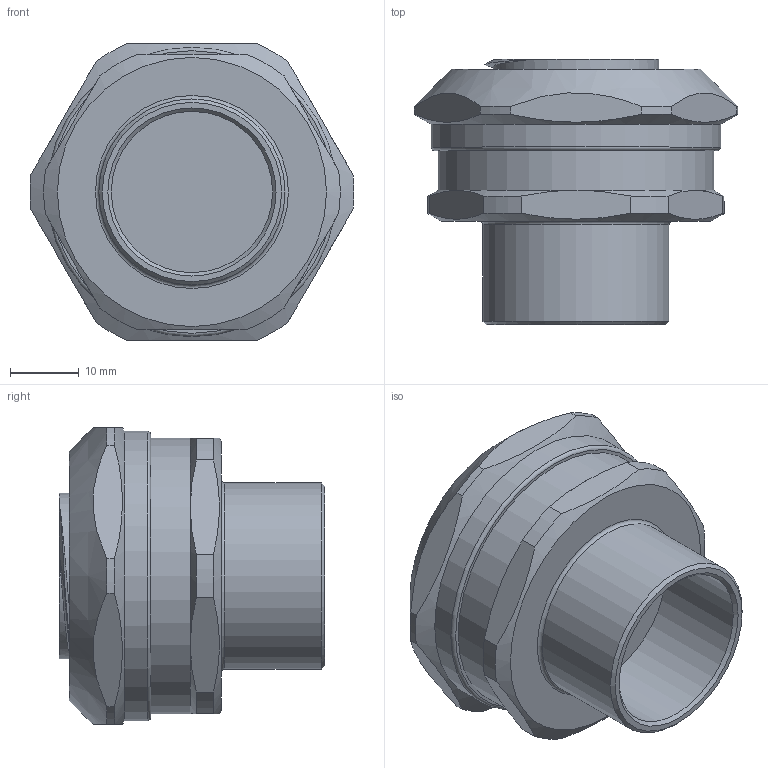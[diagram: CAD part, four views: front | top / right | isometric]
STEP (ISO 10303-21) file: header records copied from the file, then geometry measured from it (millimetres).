
FILE_DESCRIPTION(/* description */ (''),/* implementation_level */ '2;1');
FILE_NAME(/* name */ '',/* time_stamp */ '2025-06-27T11:18:04+07:00',/* author */ ('zeta-72'),/* organization */ (''),/* preprocessor_version */ 'ST-DEVELOPER v19.2',/* originating_system */ 'Autodesk Inventor 2024',/* authorisation */ '');
FILE_SCHEMA (('AUTOMOTIVE_DESIGN { 1 0 10303 214 3 1 1 }'));
Length unit declared in the file: millimetre
Products named in the file (1): Сборка МВВ-М2
5-МР25_Упростить_1
Bounding box: 46.98 x 38.5 x 43 mm (x, y, z)
Volume: 31505.7 mm3; surface area: 8416.2 mm2
Topology: 1 solids, 1 shells, 58 faces, 139 edges, 89 vertices
Faces by surface type: cylinder 21, plane 20, cone 12, torus 3, bspline 2
Full cylindrical faces by diameter (mm): 22.4 x1, 23.4 x1, 27 x1, 33.5 x1, 40 x1, 42 x1
Entity records: 2011 total; most frequent: CARTESIAN_POINT 594, DIRECTION 280, ORIENTED_EDGE 278, EDGE_CURVE 139, AXIS2_PLACEMENT_3D 122, VERTEX_POINT 89, CIRCLE 65, EDGE_LOOP 64
